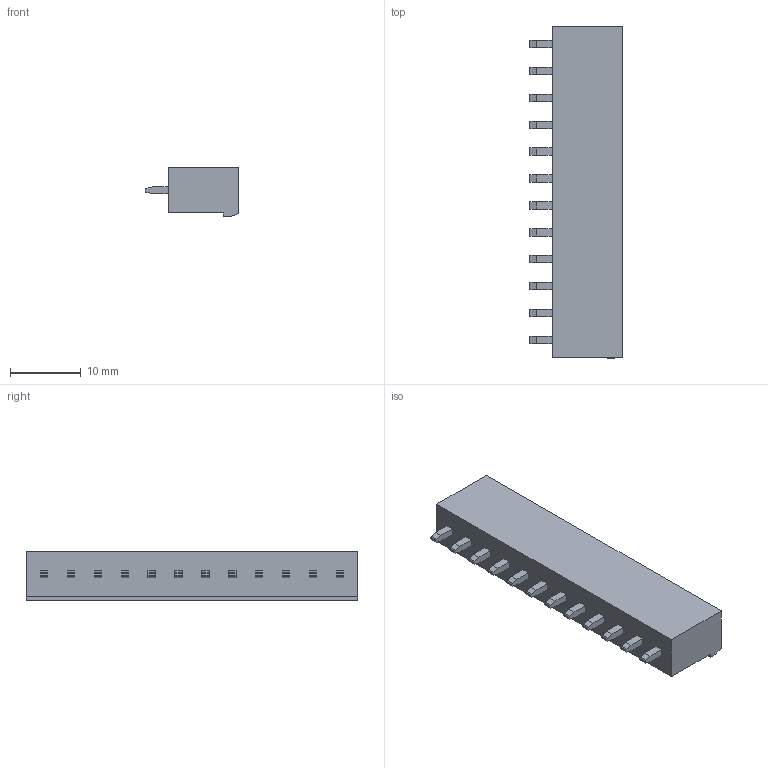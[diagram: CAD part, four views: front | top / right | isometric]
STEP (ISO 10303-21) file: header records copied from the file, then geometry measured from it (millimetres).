
FILE_DESCRIPTION (( 'STEP AP203' ), '1' );
FILE_NAME ('SOKETLI BASKILI DEVRE KLEMENSI - 3.81 ERKEK 180 - 12 LI.STEP', '2018-09-06T11:56:40', ( 'user' ), ( '' ), 'SwSTEP 2.0', 'SolidWorks 2016', '' );
FILE_SCHEMA (( 'CONFIG_CONTROL_DESIGN' ));
Length unit declared in the file: millimetre
Products named in the file (1): SOKETLI BASKILI DEVRE KLEMENSI - 3.81 ERKEK 180 - 12 LI
Bounding box: 13.25 x 47.04 x 6.96 mm (x, y, z)
Volume: 1385.2 mm3; surface area: 3424.4 mm2
Topology: 1 solids, 1 shells, 545 faces, 1521 edges, 1014 vertices
Faces by surface type: plane 497, cylinder 48
Entity records: 17312 total; most frequent: CARTESIAN_POINT 3081, ORIENTED_EDGE 3042, DIRECTION 2733, EDGE_CURVE 1521, VECTOR 1401, LINE 1401, VERTEX_POINT 1014, AXIS2_PLACEMENT_3D 666
